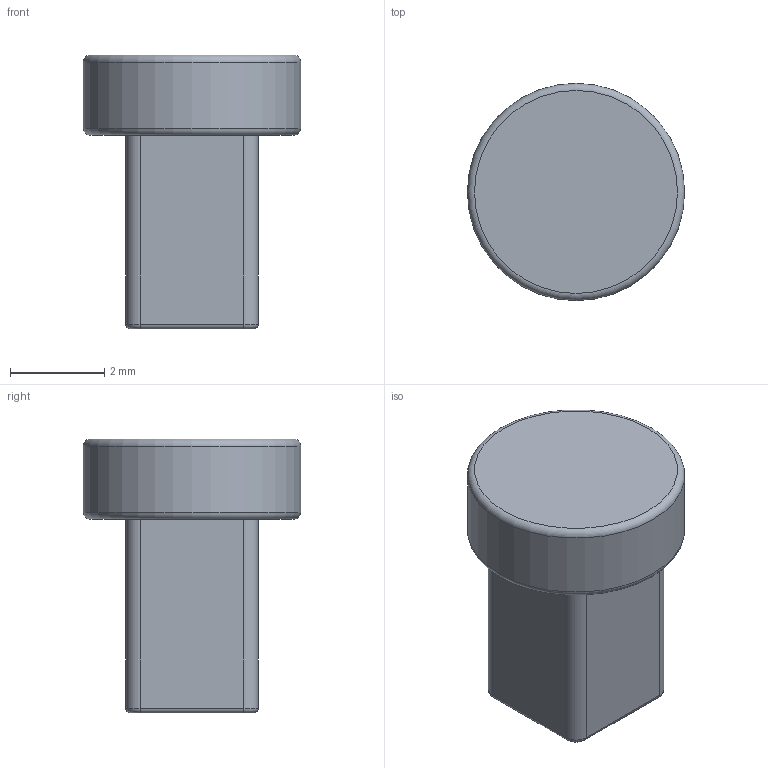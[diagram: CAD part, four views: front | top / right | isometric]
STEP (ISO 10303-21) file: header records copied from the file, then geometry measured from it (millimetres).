
FILE_DESCRIPTION(/* description */ (''),/* implementation_level */ '2;1');
FILE_NAME(/* name */ '功能按钮 v2.step',/* time_stamp */ '2020-08-07T03:18:41+08:00',/* author */ (''),/* organization */ (''),/* preprocessor_version */ 'ST-DEVELOPER v18.1',/* originating_system */ 'Autodesk Translation Framework v9.3.0.1241',/* authorisation */ '');
FILE_SCHEMA (('AUTOMOTIVE_DESIGN { 1 0 10303 214 3 1 1 }'));
Length unit declared in the file: millimetre
Products named in the file (2): 功能按钮; 零部件1
Assembly tree (1 placements, depth 2):
  功能按钮
    零部件1
Bounding box: 4.6 x 4.6 x 5.8 mm (x, y, z)
Volume: 54 mm3; surface area: 110.5 mm2
Topology: 1 solids, 1 shells, 31 faces, 72 edges, 45 vertices
Faces by surface type: cylinder 13, plane 12, torus 6
Full cylindrical faces by diameter (mm): 4.6 x1
Entity records: 958 total; most frequent: DIRECTION 177, CARTESIAN_POINT 152, ORIENTED_EDGE 144, EDGE_CURVE 72, AXIS2_PLACEMENT_3D 70, VERTEX_POINT 45, LINE 37, VECTOR 37
